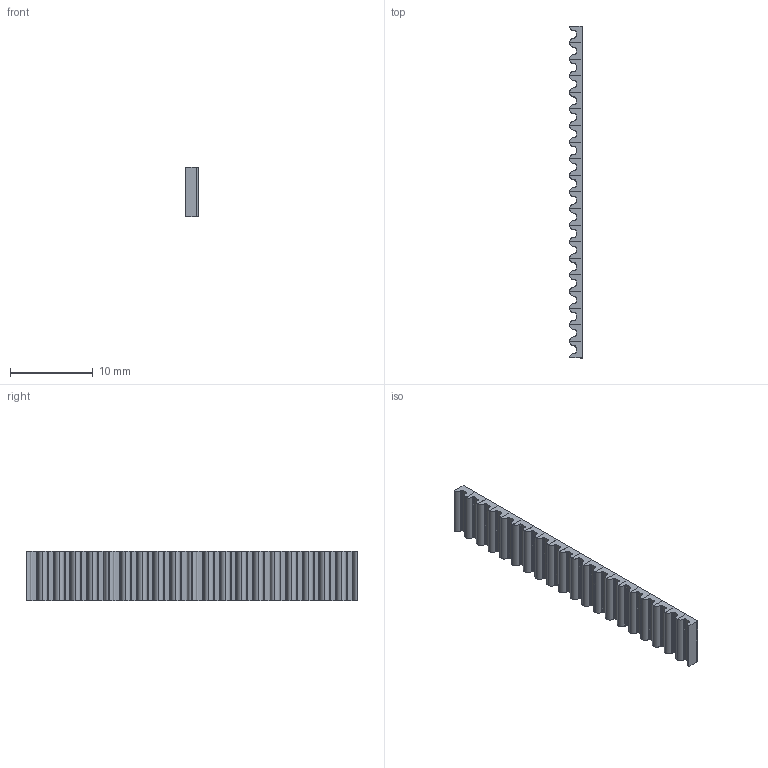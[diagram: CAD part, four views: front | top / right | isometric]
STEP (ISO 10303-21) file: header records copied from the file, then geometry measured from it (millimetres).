
FILE_DESCRIPTION (( 'STEP AP203' ), '1' );
FILE_NAME ('GT2 Belt 6mm x 40mm.stp_Default_sldprt.STEP', '2019-09-14T15:52:58', ( '' ), ( '' ), 'SwSTEP 2.0', 'SolidWorks 2018', '' );
FILE_SCHEMA (( 'CONFIG_CONTROL_DESIGN' ));
Length unit declared in the file: millimetre
Products named in the file (1): GT2 Belt 6mm x 40mm.stp_Default_sldprt
Bounding box: 1.52 x 40 x 6 mm (x, y, z)
Volume: 268.4 mm3; surface area: 987.4 mm2
Topology: 1 solids, 1 shells, 304 faces, 906 edges, 604 vertices
Faces by surface type: cylinder 160, plane 144
Entity records: 10387 total; most frequent: DIRECTION 1836, CARTESIAN_POINT 1815, ORIENTED_EDGE 1812, EDGE_CURVE 906, AXIS2_PLACEMENT_3D 625, VERTEX_POINT 604, VECTOR 586, LINE 586
